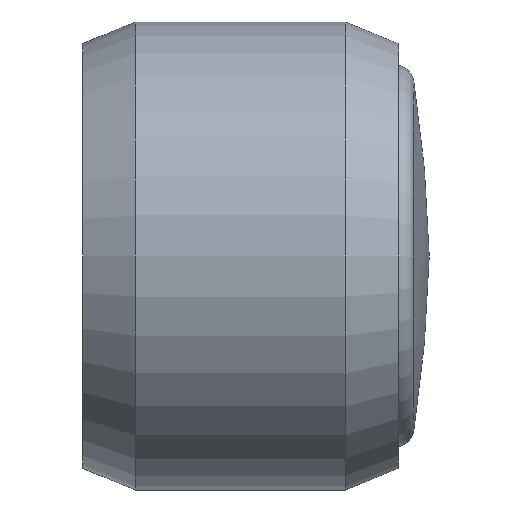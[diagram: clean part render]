
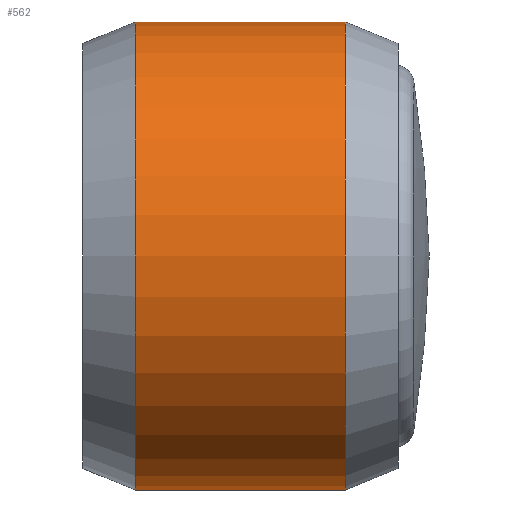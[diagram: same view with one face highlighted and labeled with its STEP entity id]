
A CAD part, front view. The second image highlights one B-rep face of the part: STEP entity #562.
In plain terms, the highlighted cylindrical face has radius 193 mm (diameter 386 mm), a full revolution.
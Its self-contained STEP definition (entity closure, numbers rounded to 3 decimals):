
#98=FACE_OUTER_BOUND('',#147,.T.);
#147=EDGE_LOOP('',(#494,#495,#496,#497));
#178=LINE('',#1140,#203);
#203=VECTOR('',#840,193.);
#241=CIRCLE('',#653,193.);
#243=CIRCLE('',#656,193.);
#287=VERTEX_POINT('',#1132);
#289=VERTEX_POINT('',#1138);
#357=EDGE_CURVE('',#287,#287,#241,.T.);
#360=EDGE_CURVE('',#289,#289,#243,.T.);
#361=EDGE_CURVE('',#289,#287,#178,.T.);
#494=ORIENTED_EDGE('',*,*,#360,.F.);
#495=ORIENTED_EDGE('',*,*,#361,.T.);
#496=ORIENTED_EDGE('',*,*,#357,.T.);
#497=ORIENTED_EDGE('',*,*,#361,.F.);
#524=CYLINDRICAL_SURFACE('',#655,193.);
#562=ADVANCED_FACE('',(#98),#524,.T.);
#653=AXIS2_PLACEMENT_3D('',#1133,#831,#832);
#655=AXIS2_PLACEMENT_3D('',#1137,#836,#837);
#656=AXIS2_PLACEMENT_3D('',#1139,#838,#839);
#831=DIRECTION('center_axis',(1.,0.,0.));
#832=DIRECTION('ref_axis',(0.,0.,-1.));
#836=DIRECTION('center_axis',(1.,0.,0.));
#837=DIRECTION('ref_axis',(0.,1.,0.));
#838=DIRECTION('center_axis',(1.,0.,0.));
#839=DIRECTION('ref_axis',(0.,0.,-1.));
#840=DIRECTION('',(-1.,0.,0.));
#1132=CARTESIAN_POINT('',(-84.167,-193.,0.));
#1133=CARTESIAN_POINT('Origin',(-84.167,0.,0.));
#1137=CARTESIAN_POINT('Origin',(2.5,0.,0.));
#1138=CARTESIAN_POINT('',(89.167,-193.,0.));
#1139=CARTESIAN_POINT('Origin',(89.167,0.,0.));
#1140=CARTESIAN_POINT('',(2.5,-193.,0.));
